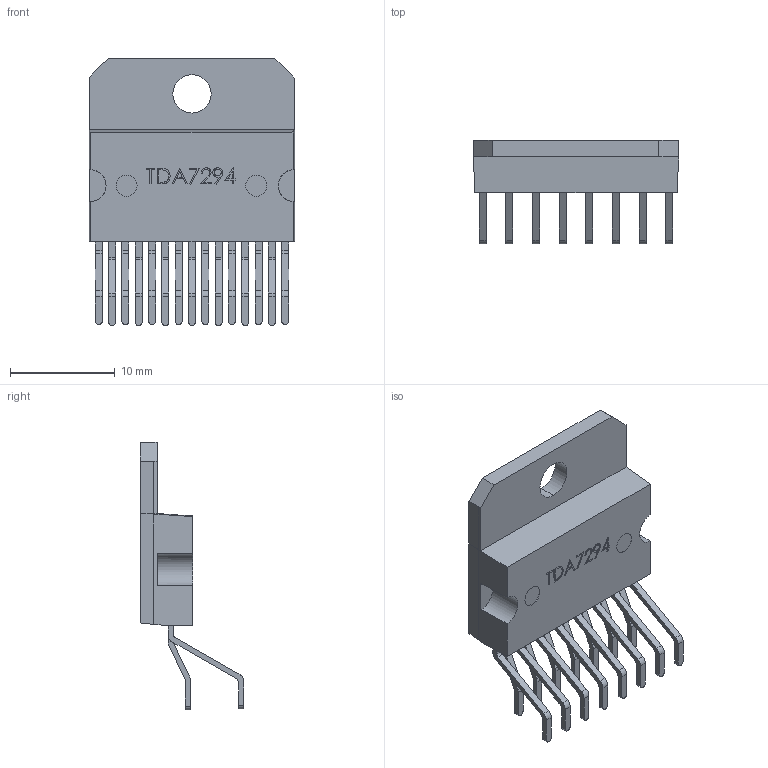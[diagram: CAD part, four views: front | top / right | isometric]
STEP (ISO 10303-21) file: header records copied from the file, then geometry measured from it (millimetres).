
FILE_DESCRIPTION (( 'STEP AP214' ), '1' );
FILE_NAME ('User Library-TDA7294-1.STEP', '2021-01-27T21:53:56', ( '' ), ( '' ), 'SwSTEP 2.0', 'SolidWorks 2020', '' );
FILE_SCHEMA (( 'AUTOMOTIVE_DESIGN' ));
Length unit declared in the file: millimetre
Products named in the file (1): User Library-TDA7294-1
Bounding box: 19.6 x 9.87 x 25.5 mm (x, y, z)
Volume: 1240.8 mm3; surface area: 1359.1 mm2
Topology: 1 solids, 1 shells, 346 faces, 981 edges, 650 vertices
Faces by surface type: plane 222, cylinder 102, bspline 22
Entity records: 15906 total; most frequent: CARTESIAN_POINT 3408, ORIENTED_EDGE 1962, DIRECTION 1783, EDGE_CURVE 981, LINE 725, VECTOR 725, VERTEX_POINT 650, AXIS2_PLACEMENT_3D 529
